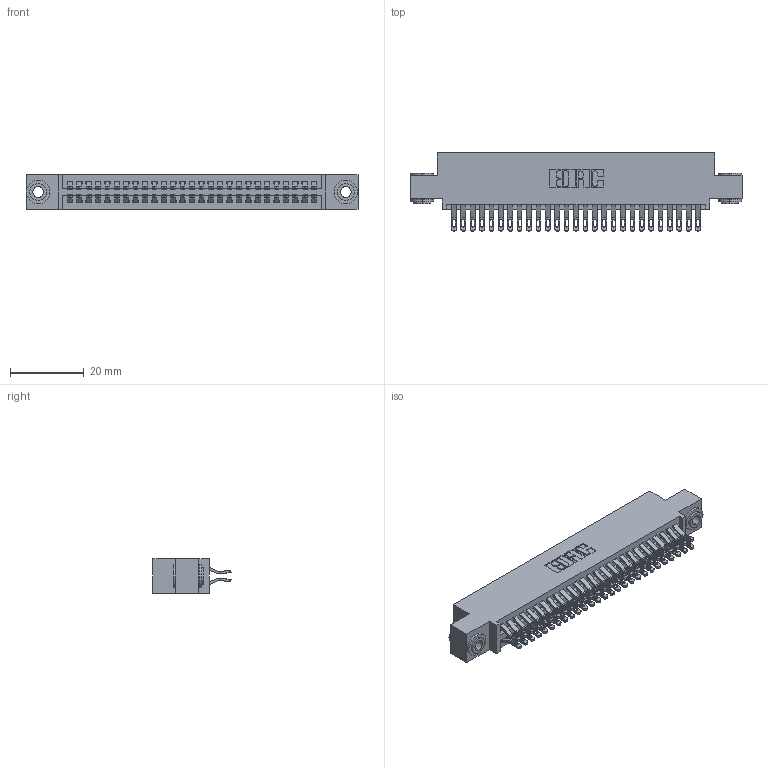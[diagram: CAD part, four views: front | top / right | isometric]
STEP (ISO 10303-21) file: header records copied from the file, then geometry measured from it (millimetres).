
FILE_DESCRIPTION (( 'STEP AP203' ), '1' );
FILE_NAME ('345-054-555-503.STEP', '2019-10-29T19:38:35', ( '' ), ( '' ), 'SwSTEP 2.0', 'SolidWorks 2016', '' );
FILE_SCHEMA (( 'CONFIG_CONTROL_DESIGN' ));
Length unit declared in the file: inch
Products named in the file (4): 345 Part_0.110 Offset - 0.156 Dia-TH; 345-250-002_345-250-002-102; 345-054-555-503; 345-292-001_555 Tail
Assembly tree (57 placements, depth 2):
  345-054-555-503
    345 Part_0.110 Offset - 0.156 Dia-TH
    345-292-001_555 Tail  x54
    345-250-002_345-250-002-102  x2
Bounding box: 89.79 x 21.13 x 9.4 mm (x, y, z)
Volume: 8685.6 mm3; surface area: 13390.8 mm2
Topology: 57 solids, 57 shells, 3192 faces, 9987 edges, 6654 vertices
Faces by surface type: plane 1768, cylinder 1416, cone 8
Entity records: 24312 total; most frequent: CARTESIAN_POINT 4101, ORIENTED_EDGE 3998, DIRECTION 3633, EDGE_CURVE 1999, LINE 1715, VECTOR 1715, VERTEX_POINT 1330, AXIS2_PLACEMENT_3D 959
